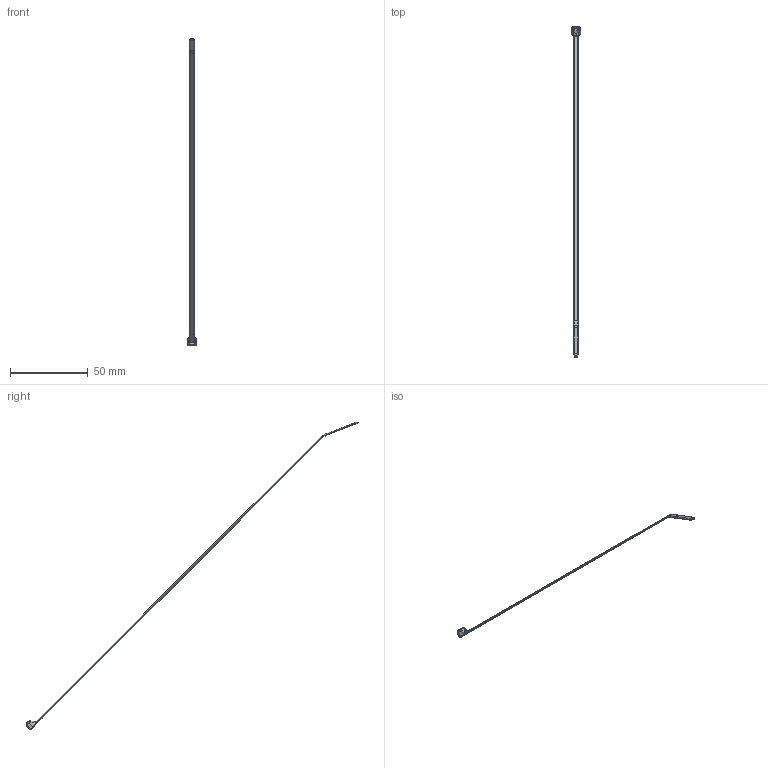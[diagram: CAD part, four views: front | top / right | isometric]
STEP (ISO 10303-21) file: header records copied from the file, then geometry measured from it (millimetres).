
FILE_DESCRIPTION(/* description */ (''),/* implementation_level */ '2;1');
FILE_NAME(/* name */ 'PANDUIT_BT3I.stp',/* time_stamp */ '2019-07-18T13:35:29-05:00',/* author */ (''),/* organization */ (''),/* preprocessor_version */ 'ST-DEVELOPER v16',/* originating_system */ 'SIEMENS PLM Software NX 11.0',/* authorisation */ '');
FILE_SCHEMA (('AP203_CONFIGURATION_CONTROLLED_3D_DESIGN_OF_MECHANICAL_PARTS_AND_ASSEMBLIES_MIM_LF { 1 0 10303 403 2 1 2}'));
Length unit declared in the file: inch
Products named in the file (1): BWG34F80FD3uevm
Bounding box: 6.3 x 213.22 x 197.73 mm (x, y, z)
Volume: 998.2 mm3; surface area: 2602 mm2
Topology: 1 solids, 56 shells, 93 faces, 510 edges, 610 vertices
Faces by surface type: cylinder 28, plane 23, bspline 14, torus 12, revolution 8, cone 6, sphere 2
Entity records: 7507 total; most frequent: CARTESIAN_POINT 2913, DIRECTION 786, ORIENTED_EDGE 450, EDGE_CURVE 368, VERTEX_POINT 332, AXIS2_PLACEMENT_3D 288, CIRCLE 202, LINE 202
